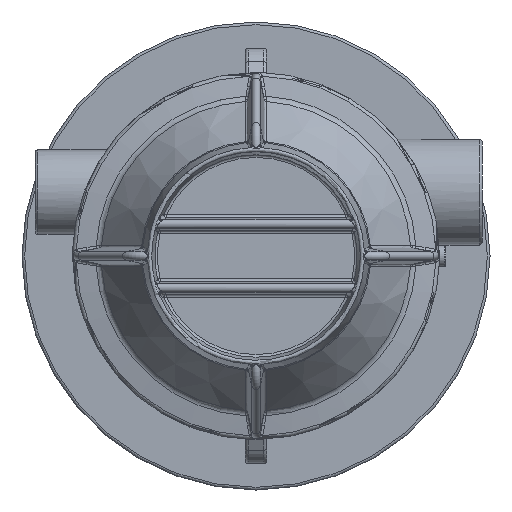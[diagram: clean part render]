
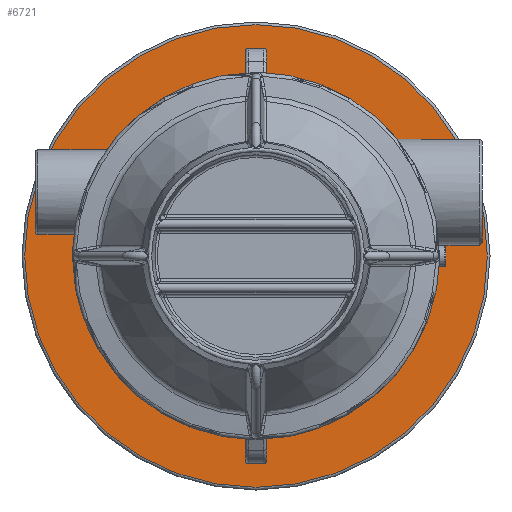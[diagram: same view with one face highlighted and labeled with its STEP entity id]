
A CAD part, front view. The second image highlights one B-rep face of the part: STEP entity #6721.
In plain terms, the highlighted planar face has unit normal (0, -1, 0).
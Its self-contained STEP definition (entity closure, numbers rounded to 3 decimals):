
#6721=ADVANCED_FACE('',(#8173,#8174),#7902,.T.);
#7902=PLANE('',#22899);
#8173=FACE_BOUND('',#9031,.T.);
#8174=FACE_BOUND('',#9032,.T.);
#9031=EDGE_LOOP('',(#12609));
#9032=EDGE_LOOP('',(#12610));
#12609=ORIENTED_EDGE('',*,*,#19418,.T.);
#12610=ORIENTED_EDGE('',*,*,#19419,.T.);
#17108=VERTEX_POINT('',#34736);
#17109=VERTEX_POINT('',#34738);
#19418=EDGE_CURVE('',#17108,#17108,#21372,.T.);
#19419=EDGE_CURVE('',#17109,#17109,#21373,.T.);
#21372=CIRCLE('',#22897,435.);
#21373=CIRCLE('',#22898,320.);
#22897=AXIS2_PLACEMENT_3D('',#34735,#26767,#26768);
#22898=AXIS2_PLACEMENT_3D('',#34737,#26769,#26770);
#22899=AXIS2_PLACEMENT_3D('',#34739,#26771,#26772);
#26767=DIRECTION('',(0.,-1.,0.));
#26768=DIRECTION('',(0.,0.,-1.));
#26769=DIRECTION('',(0.,1.,0.));
#26770=DIRECTION('',(0.,0.,-1.));
#26771=DIRECTION('',(0.,-1.,0.));
#26772=DIRECTION('',(0.,0.,-1.));
#34735=CARTESIAN_POINT('',(0.,-70.,0.));
#34736=CARTESIAN_POINT('',(0.,-70.,-435.));
#34737=CARTESIAN_POINT('',(0.,-70.,0.));
#34738=CARTESIAN_POINT('',(0.,-70.,-320.));
#34739=CARTESIAN_POINT('',(430.,-70.,0.));
